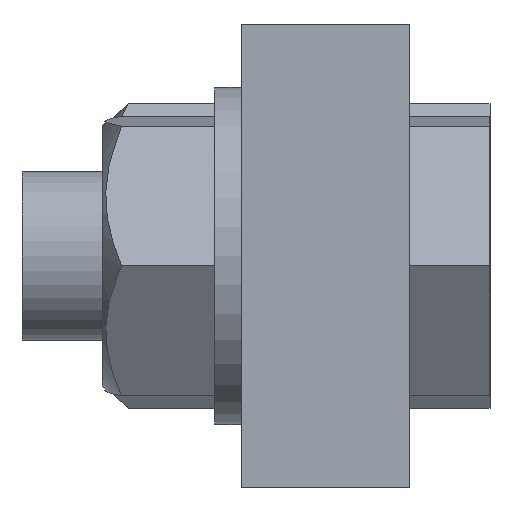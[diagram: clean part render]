
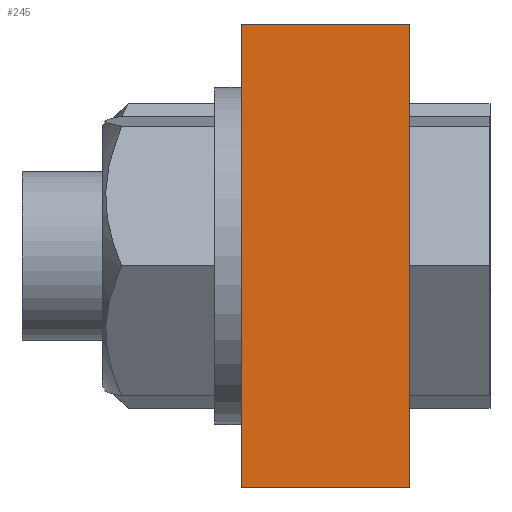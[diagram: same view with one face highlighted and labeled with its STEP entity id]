
A CAD part, left-side view. The second image highlights one B-rep face of the part: STEP entity #245.
In plain terms, the highlighted planar face has unit normal (-1, 0, 0).
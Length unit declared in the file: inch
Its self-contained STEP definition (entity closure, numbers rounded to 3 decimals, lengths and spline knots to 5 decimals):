
#62 = DIRECTION ( 'NONE',  ( 0., -1., 0. ) ) ;
#136 = CARTESIAN_POINT ( 'NONE',  ( -2.02756, 0., 2.46752 ) ) ;
#231 = CARTESIAN_POINT ( 'NONE',  ( -2.02756, 0., 3.33366 ) ) ;
#245 = ADVANCED_FACE ( 'NONE', ( #2997 ), #779, .F. ) ;
#644 = ORIENTED_EDGE ( 'NONE', *, *, #3917, .T. ) ;
#648 = DIRECTION ( 'NONE',  ( 0., 0., 1. ) ) ;
#779 = PLANE ( 'NONE',  #1248 ) ;
#911 = VECTOR ( 'NONE', #3443, 39.37008 ) ;
#963 = ORIENTED_EDGE ( 'NONE', *, *, #4078, .F. ) ;
#974 = CARTESIAN_POINT ( 'NONE',  ( -2.02756, 0.31496, 2.46752 ) ) ;
#1091 = ORIENTED_EDGE ( 'NONE', *, *, #2116, .T. ) ;
#1106 = CARTESIAN_POINT ( 'NONE',  ( -2.02756, 0.31496, 3.33366 ) ) ;
#1195 = VERTEX_POINT ( 'NONE', #2440 ) ;
#1241 = EDGE_CURVE ( 'NONE', #1195, #3536, #3347, .T. ) ;
#1248 = AXIS2_PLACEMENT_3D ( 'NONE', #3098, #4647, #1329 ) ;
#1329 = DIRECTION ( 'NONE',  ( 0., 0., -1. ) ) ;
#1389 = VERTEX_POINT ( 'NONE', #231 ) ;
#1449 = CARTESIAN_POINT ( 'NONE',  ( -2.02756, 0.31496, 2.46752 ) ) ;
#2116 = EDGE_CURVE ( 'NONE', #3141, #1389, #4637, .T. ) ;
#2208 = LINE ( 'NONE', #1106, #2209 ) ;
#2209 = VECTOR ( 'NONE', #62, 39.37008 ) ;
#2440 = CARTESIAN_POINT ( 'NONE',  ( -2.02756, 0.31496, 2.46752 ) ) ;
#2643 = ORIENTED_EDGE ( 'NONE', *, *, #1241, .F. ) ;
#2862 = CARTESIAN_POINT ( 'NONE',  ( -2.02756, 0., 2.46752 ) ) ;
#2997 = FACE_OUTER_BOUND ( 'NONE', #4516, .T. ) ;
#3098 = CARTESIAN_POINT ( 'NONE',  ( -2.02756, 0.31496, 2.46752 ) ) ;
#3141 = VERTEX_POINT ( 'NONE', #136 ) ;
#3187 = LINE ( 'NONE', #974, #911 ) ;
#3347 = LINE ( 'NONE', #1449, #4759 ) ;
#3443 = DIRECTION ( 'NONE',  ( 0., -1., 0. ) ) ;
#3536 = VERTEX_POINT ( 'NONE', #4584 ) ;
#3917 = EDGE_CURVE ( 'NONE', #1195, #3141, #3187, .T. ) ;
#4078 = EDGE_CURVE ( 'NONE', #3536, #1389, #2208, .T. ) ;
#4209 = VECTOR ( 'NONE', #648, 39.37008 ) ;
#4414 = DIRECTION ( 'NONE',  ( 0., 0., 1. ) ) ;
#4516 = EDGE_LOOP ( 'NONE', ( #1091, #963, #2643, #644 ) ) ;
#4584 = CARTESIAN_POINT ( 'NONE',  ( -2.02756, 0.31496, 3.33366 ) ) ;
#4637 = LINE ( 'NONE', #2862, #4209 ) ;
#4647 = DIRECTION ( 'NONE',  ( 1., 0., 0. ) ) ;
#4759 = VECTOR ( 'NONE', #4414, 39.37008 ) ;
